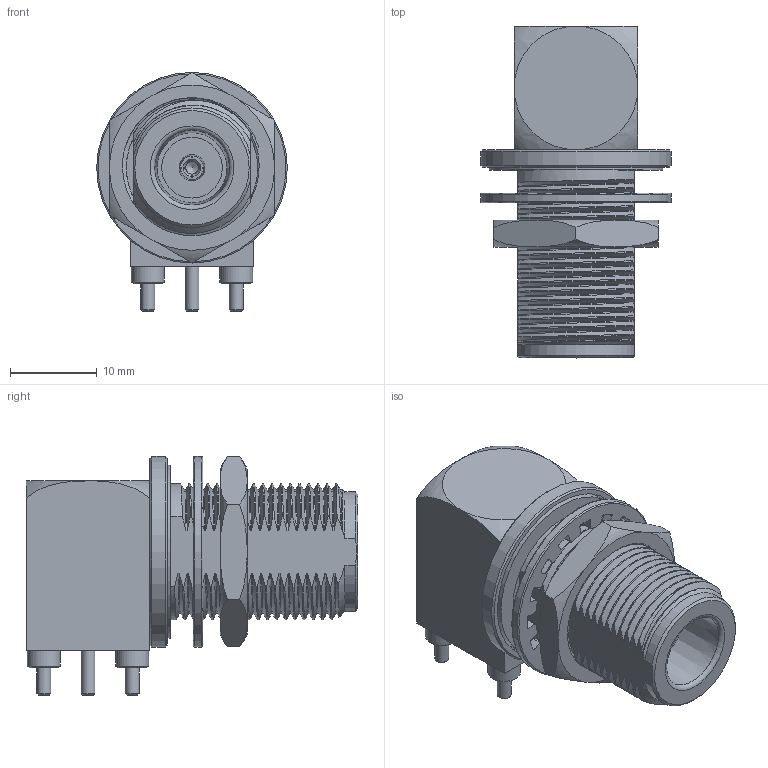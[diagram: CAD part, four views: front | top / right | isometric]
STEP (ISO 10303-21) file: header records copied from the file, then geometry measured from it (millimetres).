
FILE_DESCRIPTION(/* description */ ('Unknown'),/* implementation_level */ '2;1');
FILE_NAME(/* name */ '60411052241502',/* time_stamp */ '2022-03-25T10:57:20+01:00',/* author */ ('Unknown'),/* organization */ ('Unknown'),/* preprocessor_version */ 'ST-DEVELOPER v16.7',/* originating_system */ 'Solid Edge',/* authorisation */ 'Unknown');
FILE_SCHEMA (('AUTOMOTIVE_DESIGN {1 0 10303 214 3 1 1}'));
Products named in the file (11): 60411052241502; 60411052241502_Packaging; 604110x224150x_Body; 604110x224150x_Insulator; 604110x224150x_Leg; 60411052241502_Housing; 604110x224150x_Insulator2; 604110x224150x_SignalPin; 6041x0x224150x_Washer; 6041x05224150x_Gasket; 6041x0x224150x_Nut
Assembly tree (13 placements, depth 3):
  60411052241502
    60411052241502_Packaging
      604110x224150x_Body
      604110x224150x_Insulator
      604110x224150x_Leg  x4
      60411052241502_Housing
      604110x224150x_Insulator2
      604110x224150x_SignalPin
    6041x0x224150x_Washer
    6041x05224150x_Gasket
    6041x0x224150x_Nut
Bounding box: 22 x 38.3 x 27.6 mm (x, y, z)
Volume: 8069.9 mm3; surface area: 8765.2 mm2
Topology: 12 solids, 12 shells, 892 faces, 2255 edges, 1496 vertices
Faces by surface type: plane 371, cylinder 298, cone 132, bspline 74, torus 17
Full cylindrical faces by diameter (mm): 1.55 x1, 1.6 x5, 2 x8, 3 x4, 3.8 x4, 7 x2, 9 x1, 9.78 x2, 10.14 x2, 12.25 x1, 12.45 x1, 15.9 x1, 16 x1, 20 x1, 20.5 x1, 22 x2
Entity records: 61675 total; most frequent: CARTESIAN_POINT 41800, ORIENTED_EDGE 4274, DIRECTION 3709, EDGE_CURVE 2137, VERTEX_POINT 1448, AXIS2_PLACEMENT_3D 1393, FACE_BOUND 1031, EDGE_LOOP 1029
